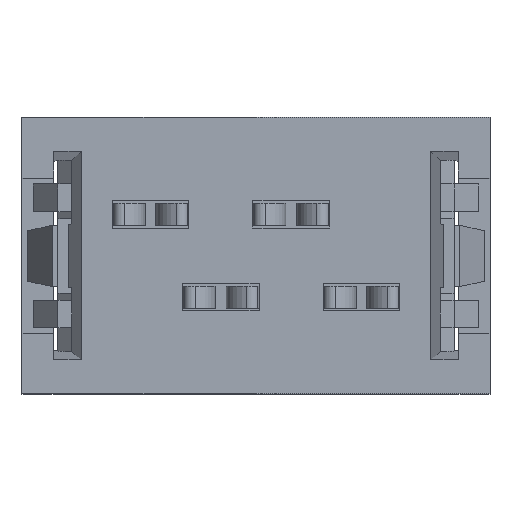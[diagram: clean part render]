
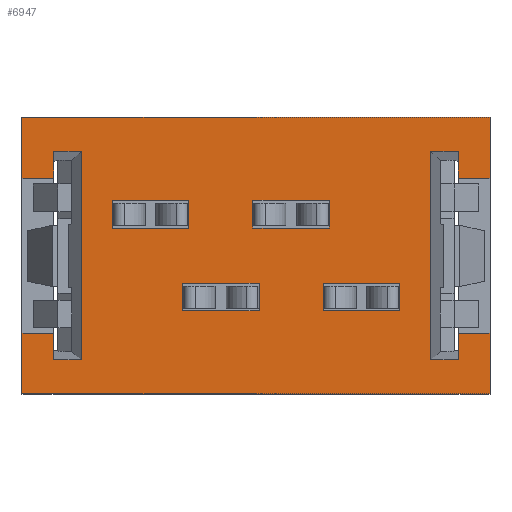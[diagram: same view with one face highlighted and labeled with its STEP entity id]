
A CAD part, top view. The second image highlights one B-rep face of the part: STEP entity #6947.
In plain terms, the highlighted planar face has unit normal (0, 0, 1).
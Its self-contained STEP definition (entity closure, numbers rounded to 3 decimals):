
#4316 = VERTEX_POINT('',#4317);
#4317 = CARTESIAN_POINT('',(-3.66,-1.885,3.2));
#4323 = EDGE_CURVE('',#4316,#4324,#4326,.T.);
#4324 = VERTEX_POINT('',#4325);
#4325 = CARTESIAN_POINT('',(-3.66,-1.4,3.2));
#4326 = LINE('',#4327,#4328);
#4327 = CARTESIAN_POINT('',(-3.66,-1.885,3.2));
#4328 = VECTOR('',#4329,1.);
#4329 = DIRECTION('',(0.,1.,0.));
#4355 = VERTEX_POINT('',#4356);
#4356 = CARTESIAN_POINT('',(-3.66,1.4,3.2));
#4362 = EDGE_CURVE('',#4355,#4363,#4365,.T.);
#4363 = VERTEX_POINT('',#4364);
#4364 = CARTESIAN_POINT('',(-3.66,1.885,3.2));
#4365 = LINE('',#4366,#4367);
#4366 = CARTESIAN_POINT('',(-3.66,1.4,3.2));
#4367 = VECTOR('',#4368,1.);
#4368 = DIRECTION('',(0.,1.,0.));
#5061 = EDGE_CURVE('',#5062,#5064,#5066,.T.);
#5062 = VERTEX_POINT('',#5063);
#5063 = CARTESIAN_POINT('',(-1.215,0.5,3.2));
#5064 = VERTEX_POINT('',#5065);
#5065 = CARTESIAN_POINT('',(-1.215,1.,3.2));
#5066 = LINE('',#5067,#5068);
#5067 = CARTESIAN_POINT('',(-1.215,0.5,3.2));
#5068 = VECTOR('',#5069,1.);
#5069 = DIRECTION('',(0.,1.,0.));
#5175 = EDGE_CURVE('',#5176,#5178,#5180,.T.);
#5176 = VERTEX_POINT('',#5177);
#5177 = CARTESIAN_POINT('',(-2.595,1.,3.2));
#5178 = VERTEX_POINT('',#5179);
#5179 = CARTESIAN_POINT('',(-2.595,0.5,3.2));
#5180 = LINE('',#5181,#5182);
#5181 = CARTESIAN_POINT('',(-2.595,1.,3.2));
#5182 = VECTOR('',#5183,1.);
#5183 = DIRECTION('',(0.,-1.,0.));
#5357 = EDGE_CURVE('',#5358,#5360,#5362,.T.);
#5358 = VERTEX_POINT('',#5359);
#5359 = CARTESIAN_POINT('',(1.325,0.5,3.2));
#5360 = VERTEX_POINT('',#5361);
#5361 = CARTESIAN_POINT('',(1.325,1.,3.2));
#5362 = LINE('',#5363,#5364);
#5363 = CARTESIAN_POINT('',(1.325,0.5,3.2));
#5364 = VECTOR('',#5365,1.);
#5365 = DIRECTION('',(0.,1.,0.));
#5471 = EDGE_CURVE('',#5472,#5474,#5476,.T.);
#5472 = VERTEX_POINT('',#5473);
#5473 = CARTESIAN_POINT('',(-0.055,1.,3.2));
#5474 = VERTEX_POINT('',#5475);
#5475 = CARTESIAN_POINT('',(-0.055,0.5,3.2));
#5476 = LINE('',#5477,#5478);
#5477 = CARTESIAN_POINT('',(-0.055,1.,3.2));
#5478 = VECTOR('',#5479,1.);
#5479 = DIRECTION('',(0.,-1.,0.));
#5653 = EDGE_CURVE('',#5654,#5656,#5658,.T.);
#5654 = VERTEX_POINT('',#5655);
#5655 = CARTESIAN_POINT('',(0.055,-1.,3.2));
#5656 = VERTEX_POINT('',#5657);
#5657 = CARTESIAN_POINT('',(0.055,-0.5,3.2));
#5658 = LINE('',#5659,#5660);
#5659 = CARTESIAN_POINT('',(0.055,-1.,3.2));
#5660 = VECTOR('',#5661,1.);
#5661 = DIRECTION('',(0.,1.,0.));
#5767 = EDGE_CURVE('',#5768,#5770,#5772,.T.);
#5768 = VERTEX_POINT('',#5769);
#5769 = CARTESIAN_POINT('',(-1.325,-0.5,3.2));
#5770 = VERTEX_POINT('',#5771);
#5771 = CARTESIAN_POINT('',(-1.325,-1.,3.2));
#5772 = LINE('',#5773,#5774);
#5773 = CARTESIAN_POINT('',(-1.325,-0.5,3.2));
#5774 = VECTOR('',#5775,1.);
#5775 = DIRECTION('',(0.,-1.,0.));
#5949 = EDGE_CURVE('',#5950,#5952,#5954,.T.);
#5950 = VERTEX_POINT('',#5951);
#5951 = CARTESIAN_POINT('',(2.595,-1.,3.2));
#5952 = VERTEX_POINT('',#5953);
#5953 = CARTESIAN_POINT('',(2.595,-0.5,3.2));
#5954 = LINE('',#5955,#5956);
#5955 = CARTESIAN_POINT('',(2.595,-1.,3.2));
#5956 = VECTOR('',#5957,1.);
#5957 = DIRECTION('',(0.,1.,0.));
#6063 = EDGE_CURVE('',#6064,#6066,#6068,.T.);
#6064 = VERTEX_POINT('',#6065);
#6065 = CARTESIAN_POINT('',(1.215,-0.5,3.2));
#6066 = VERTEX_POINT('',#6067);
#6067 = CARTESIAN_POINT('',(1.215,-1.,3.2));
#6068 = LINE('',#6069,#6070);
#6069 = CARTESIAN_POINT('',(1.215,-0.5,3.2));
#6070 = VECTOR('',#6071,1.);
#6071 = DIRECTION('',(0.,-1.,0.));
#6930 = VERTEX_POINT('',#6931);
#6931 = CARTESIAN_POINT('',(-3.156,-1.885,3.2));
#6937 = EDGE_CURVE('',#4316,#6930,#6938,.T.);
#6938 = LINE('',#6939,#6940);
#6939 = CARTESIAN_POINT('',(-3.66,-1.885,3.2));
#6940 = VECTOR('',#6941,1.);
#6941 = DIRECTION('',(1.,0.,0.));
#6947 = ADVANCED_FACE('',(#6948,#7085,#7101,#7117,#7133),#7149,.T.);
#6948 = FACE_BOUND('',#6949,.F.);
#6949 = EDGE_LOOP('',(#6950,#6960,#6968,#6976,#6984,#6992,#7000,#7008,
    #7016,#7024,#7030,#7031,#7032,#7040,#7046,#7047,#7055,#7063,#7071,
    #7079));
#6950 = ORIENTED_EDGE('',*,*,#6951,.T.);
#6951 = EDGE_CURVE('',#6952,#6954,#6956,.T.);
#6952 = VERTEX_POINT('',#6953);
#6953 = CARTESIAN_POINT('',(3.66,1.4,3.2));
#6954 = VERTEX_POINT('',#6955);
#6955 = CARTESIAN_POINT('',(3.66,1.885,3.2));
#6956 = LINE('',#6957,#6958);
#6957 = CARTESIAN_POINT('',(3.66,1.4,3.2));
#6958 = VECTOR('',#6959,1.);
#6959 = DIRECTION('',(0.,1.,0.));
#6960 = ORIENTED_EDGE('',*,*,#6961,.T.);
#6961 = EDGE_CURVE('',#6954,#6962,#6964,.T.);
#6962 = VERTEX_POINT('',#6963);
#6963 = CARTESIAN_POINT('',(3.156,1.885,3.2));
#6964 = LINE('',#6965,#6966);
#6965 = CARTESIAN_POINT('',(3.66,1.885,3.2));
#6966 = VECTOR('',#6967,1.);
#6967 = DIRECTION('',(-1.,0.,0.));
#6968 = ORIENTED_EDGE('',*,*,#6969,.F.);
#6969 = EDGE_CURVE('',#6970,#6962,#6972,.T.);
#6970 = VERTEX_POINT('',#6971);
#6971 = CARTESIAN_POINT('',(3.156,-1.885,3.2));
#6972 = LINE('',#6973,#6974);
#6973 = CARTESIAN_POINT('',(3.156,-1.885,3.2));
#6974 = VECTOR('',#6975,1.);
#6975 = DIRECTION('',(0.,1.,0.));
#6976 = ORIENTED_EDGE('',*,*,#6977,.F.);
#6977 = EDGE_CURVE('',#6978,#6970,#6980,.T.);
#6978 = VERTEX_POINT('',#6979);
#6979 = CARTESIAN_POINT('',(3.66,-1.885,3.2));
#6980 = LINE('',#6981,#6982);
#6981 = CARTESIAN_POINT('',(3.66,-1.885,3.2));
#6982 = VECTOR('',#6983,1.);
#6983 = DIRECTION('',(-1.,0.,0.));
#6984 = ORIENTED_EDGE('',*,*,#6985,.T.);
#6985 = EDGE_CURVE('',#6978,#6986,#6988,.T.);
#6986 = VERTEX_POINT('',#6987);
#6987 = CARTESIAN_POINT('',(3.66,-1.4,3.2));
#6988 = LINE('',#6989,#6990);
#6989 = CARTESIAN_POINT('',(3.66,-1.885,3.2));
#6990 = VECTOR('',#6991,1.);
#6991 = DIRECTION('',(0.,1.,0.));
#6992 = ORIENTED_EDGE('',*,*,#6993,.F.);
#6993 = EDGE_CURVE('',#6994,#6986,#6996,.T.);
#6994 = VERTEX_POINT('',#6995);
#6995 = CARTESIAN_POINT('',(4.23,-1.4,3.2));
#6996 = LINE('',#6997,#6998);
#6997 = CARTESIAN_POINT('',(4.23,-1.4,3.2));
#6998 = VECTOR('',#6999,1.);
#6999 = DIRECTION('',(-1.,0.,0.));
#7000 = ORIENTED_EDGE('',*,*,#7001,.F.);
#7001 = EDGE_CURVE('',#7002,#6994,#7004,.T.);
#7002 = VERTEX_POINT('',#7003);
#7003 = CARTESIAN_POINT('',(4.23,-2.5,3.2));
#7004 = LINE('',#7005,#7006);
#7005 = CARTESIAN_POINT('',(4.23,-2.5,3.2));
#7006 = VECTOR('',#7007,1.);
#7007 = DIRECTION('',(0.,1.,0.));
#7008 = ORIENTED_EDGE('',*,*,#7009,.F.);
#7009 = EDGE_CURVE('',#7010,#7002,#7012,.T.);
#7010 = VERTEX_POINT('',#7011);
#7011 = CARTESIAN_POINT('',(-4.23,-2.5,3.2));
#7012 = LINE('',#7013,#7014);
#7013 = CARTESIAN_POINT('',(-4.23,-2.5,3.2));
#7014 = VECTOR('',#7015,1.);
#7015 = DIRECTION('',(1.,0.,0.));
#7016 = ORIENTED_EDGE('',*,*,#7017,.T.);
#7017 = EDGE_CURVE('',#7010,#7018,#7020,.T.);
#7018 = VERTEX_POINT('',#7019);
#7019 = CARTESIAN_POINT('',(-4.23,-1.4,3.2));
#7020 = LINE('',#7021,#7022);
#7021 = CARTESIAN_POINT('',(-4.23,-2.5,3.2));
#7022 = VECTOR('',#7023,1.);
#7023 = DIRECTION('',(0.,1.,0.));
#7024 = ORIENTED_EDGE('',*,*,#7025,.F.);
#7025 = EDGE_CURVE('',#4324,#7018,#7026,.T.);
#7026 = LINE('',#7027,#7028);
#7027 = CARTESIAN_POINT('',(-3.66,-1.4,3.2));
#7028 = VECTOR('',#7029,1.);
#7029 = DIRECTION('',(-1.,0.,0.));
#7030 = ORIENTED_EDGE('',*,*,#4323,.F.);
#7031 = ORIENTED_EDGE('',*,*,#6937,.T.);
#7032 = ORIENTED_EDGE('',*,*,#7033,.F.);
#7033 = EDGE_CURVE('',#7034,#6930,#7036,.T.);
#7034 = VERTEX_POINT('',#7035);
#7035 = CARTESIAN_POINT('',(-3.156,1.885,3.2));
#7036 = LINE('',#7037,#7038);
#7037 = CARTESIAN_POINT('',(-3.156,1.885,3.2));
#7038 = VECTOR('',#7039,1.);
#7039 = DIRECTION('',(0.,-1.,0.));
#7040 = ORIENTED_EDGE('',*,*,#7041,.F.);
#7041 = EDGE_CURVE('',#4363,#7034,#7042,.T.);
#7042 = LINE('',#7043,#7044);
#7043 = CARTESIAN_POINT('',(-3.66,1.885,3.2));
#7044 = VECTOR('',#7045,1.);
#7045 = DIRECTION('',(1.,0.,0.));
#7046 = ORIENTED_EDGE('',*,*,#4362,.F.);
#7047 = ORIENTED_EDGE('',*,*,#7048,.F.);
#7048 = EDGE_CURVE('',#7049,#4355,#7051,.T.);
#7049 = VERTEX_POINT('',#7050);
#7050 = CARTESIAN_POINT('',(-4.23,1.4,3.2));
#7051 = LINE('',#7052,#7053);
#7052 = CARTESIAN_POINT('',(-4.23,1.4,3.2));
#7053 = VECTOR('',#7054,1.);
#7054 = DIRECTION('',(1.,0.,0.));
#7055 = ORIENTED_EDGE('',*,*,#7056,.T.);
#7056 = EDGE_CURVE('',#7049,#7057,#7059,.T.);
#7057 = VERTEX_POINT('',#7058);
#7058 = CARTESIAN_POINT('',(-4.23,2.5,3.2));
#7059 = LINE('',#7060,#7061);
#7060 = CARTESIAN_POINT('',(-4.23,1.4,3.2));
#7061 = VECTOR('',#7062,1.);
#7062 = DIRECTION('',(0.,1.,0.));
#7063 = ORIENTED_EDGE('',*,*,#7064,.T.);
#7064 = EDGE_CURVE('',#7057,#7065,#7067,.T.);
#7065 = VERTEX_POINT('',#7066);
#7066 = CARTESIAN_POINT('',(4.23,2.5,3.2));
#7067 = LINE('',#7068,#7069);
#7068 = CARTESIAN_POINT('',(-4.23,2.5,3.2));
#7069 = VECTOR('',#7070,1.);
#7070 = DIRECTION('',(1.,0.,0.));
#7071 = ORIENTED_EDGE('',*,*,#7072,.F.);
#7072 = EDGE_CURVE('',#7073,#7065,#7075,.T.);
#7073 = VERTEX_POINT('',#7074);
#7074 = CARTESIAN_POINT('',(4.23,1.4,3.2));
#7075 = LINE('',#7076,#7077);
#7076 = CARTESIAN_POINT('',(4.23,1.4,3.2));
#7077 = VECTOR('',#7078,1.);
#7078 = DIRECTION('',(0.,1.,0.));
#7079 = ORIENTED_EDGE('',*,*,#7080,.F.);
#7080 = EDGE_CURVE('',#6952,#7073,#7081,.T.);
#7081 = LINE('',#7082,#7083);
#7082 = CARTESIAN_POINT('',(3.66,1.4,3.2));
#7083 = VECTOR('',#7084,1.);
#7084 = DIRECTION('',(1.,0.,0.));
#7085 = FACE_BOUND('',#7086,.F.);
#7086 = EDGE_LOOP('',(#7087,#7093,#7094,#7100));
#7087 = ORIENTED_EDGE('',*,*,#7088,.T.);
#7088 = EDGE_CURVE('',#5770,#5654,#7089,.T.);
#7089 = LINE('',#7090,#7091);
#7090 = CARTESIAN_POINT('',(-1.325,-1.,3.2));
#7091 = VECTOR('',#7092,1.);
#7092 = DIRECTION('',(1.,0.,0.));
#7093 = ORIENTED_EDGE('',*,*,#5653,.T.);
#7094 = ORIENTED_EDGE('',*,*,#7095,.T.);
#7095 = EDGE_CURVE('',#5656,#5768,#7096,.T.);
#7096 = LINE('',#7097,#7098);
#7097 = CARTESIAN_POINT('',(0.055,-0.5,3.2));
#7098 = VECTOR('',#7099,1.);
#7099 = DIRECTION('',(-1.,0.,0.));
#7100 = ORIENTED_EDGE('',*,*,#5767,.T.);
#7101 = FACE_BOUND('',#7102,.F.);
#7102 = EDGE_LOOP('',(#7103,#7109,#7110,#7116));
#7103 = ORIENTED_EDGE('',*,*,#7104,.T.);
#7104 = EDGE_CURVE('',#5474,#5358,#7105,.T.);
#7105 = LINE('',#7106,#7107);
#7106 = CARTESIAN_POINT('',(-0.055,0.5,3.2));
#7107 = VECTOR('',#7108,1.);
#7108 = DIRECTION('',(1.,0.,0.));
#7109 = ORIENTED_EDGE('',*,*,#5357,.T.);
#7110 = ORIENTED_EDGE('',*,*,#7111,.T.);
#7111 = EDGE_CURVE('',#5360,#5472,#7112,.T.);
#7112 = LINE('',#7113,#7114);
#7113 = CARTESIAN_POINT('',(1.325,1.,3.2));
#7114 = VECTOR('',#7115,1.);
#7115 = DIRECTION('',(-1.,0.,0.));
#7116 = ORIENTED_EDGE('',*,*,#5471,.T.);
#7117 = FACE_BOUND('',#7118,.F.);
#7118 = EDGE_LOOP('',(#7119,#7125,#7126,#7132));
#7119 = ORIENTED_EDGE('',*,*,#7120,.T.);
#7120 = EDGE_CURVE('',#6066,#5950,#7121,.T.);
#7121 = LINE('',#7122,#7123);
#7122 = CARTESIAN_POINT('',(1.215,-1.,3.2));
#7123 = VECTOR('',#7124,1.);
#7124 = DIRECTION('',(1.,0.,0.));
#7125 = ORIENTED_EDGE('',*,*,#5949,.T.);
#7126 = ORIENTED_EDGE('',*,*,#7127,.T.);
#7127 = EDGE_CURVE('',#5952,#6064,#7128,.T.);
#7128 = LINE('',#7129,#7130);
#7129 = CARTESIAN_POINT('',(2.595,-0.5,3.2));
#7130 = VECTOR('',#7131,1.);
#7131 = DIRECTION('',(-1.,0.,0.));
#7132 = ORIENTED_EDGE('',*,*,#6063,.T.);
#7133 = FACE_BOUND('',#7134,.F.);
#7134 = EDGE_LOOP('',(#7135,#7141,#7142,#7148));
#7135 = ORIENTED_EDGE('',*,*,#7136,.T.);
#7136 = EDGE_CURVE('',#5178,#5062,#7137,.T.);
#7137 = LINE('',#7138,#7139);
#7138 = CARTESIAN_POINT('',(-2.595,0.5,3.2));
#7139 = VECTOR('',#7140,1.);
#7140 = DIRECTION('',(1.,0.,0.));
#7141 = ORIENTED_EDGE('',*,*,#5061,.T.);
#7142 = ORIENTED_EDGE('',*,*,#7143,.T.);
#7143 = EDGE_CURVE('',#5064,#5176,#7144,.T.);
#7144 = LINE('',#7145,#7146);
#7145 = CARTESIAN_POINT('',(-1.215,1.,3.2));
#7146 = VECTOR('',#7147,1.);
#7147 = DIRECTION('',(-1.,0.,0.));
#7148 = ORIENTED_EDGE('',*,*,#5175,.T.);
#7149 = PLANE('',#7150);
#7150 = AXIS2_PLACEMENT_3D('',#7151,#7152,#7153);
#7151 = CARTESIAN_POINT('',(-4.23,-2.5,3.2));
#7152 = DIRECTION('',(0.,0.,1.));
#7153 = DIRECTION('',(1.,0.,0.));
